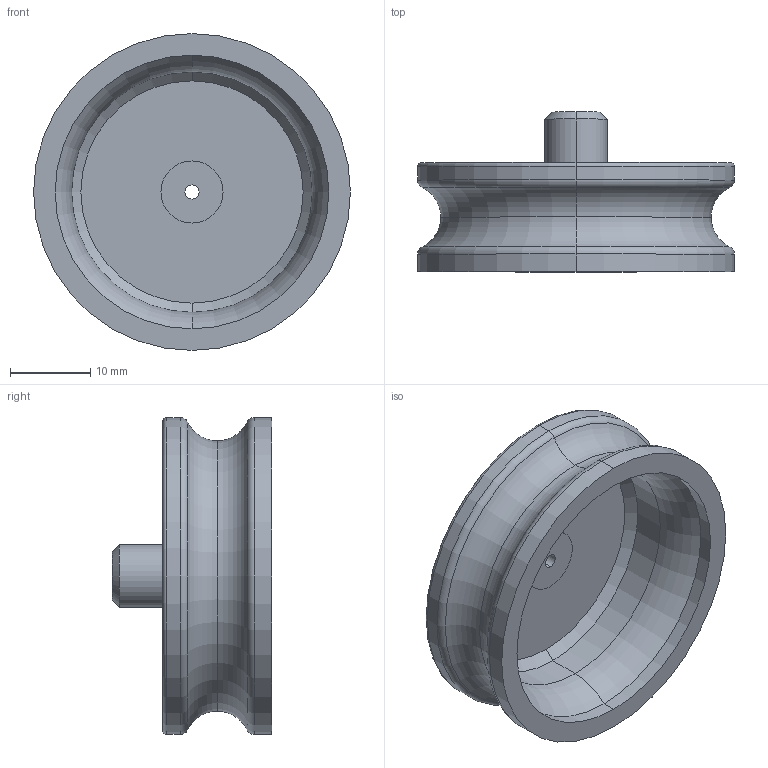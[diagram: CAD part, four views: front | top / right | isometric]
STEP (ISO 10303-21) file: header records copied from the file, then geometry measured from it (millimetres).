
FILE_DESCRIPTION (( 'STEP AP203' ), '1' );
FILE_NAME ('BB_Copy_Wheels_V2_OFD.STEP', '2022-08-08T13:43:22', ( '' ), ( '' ), 'SwSTEP 2.0', 'SolidWorks 2020', '' );
FILE_SCHEMA (( 'CONFIG_CONTROL_DESIGN' ));
Length unit declared in the file: millimetre
Products named in the file (1): BB_Copy_Wheels_V2_OFD
Bounding box: 39.5 x 19.91 x 39.5 mm (x, y, z)
Volume: 5966 mm3; surface area: 5414.6 mm2
Topology: 1 solids, 1 shells, 35 faces, 70 edges, 40 vertices
Faces by surface type: cylinder 14, torus 12, plane 5, cone 4
Entity records: 997 total; most frequent: DIRECTION 194, CARTESIAN_POINT 146, ORIENTED_EDGE 140, AXIS2_PLACEMENT_3D 88, EDGE_CURVE 70, CIRCLE 52, VERTEX_POINT 40, EDGE_LOOP 40
